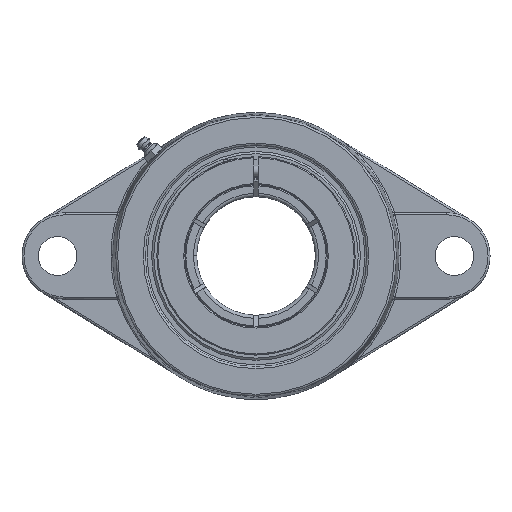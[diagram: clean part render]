
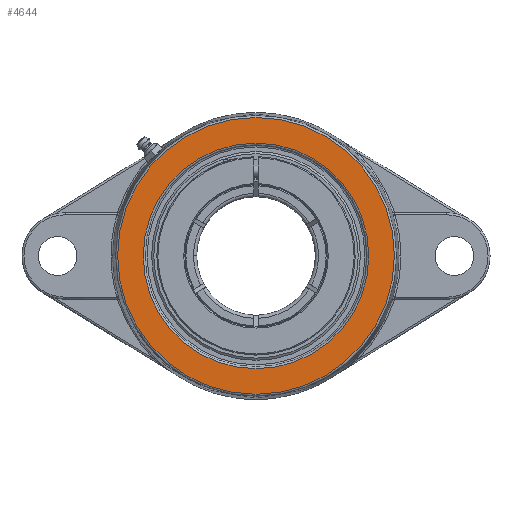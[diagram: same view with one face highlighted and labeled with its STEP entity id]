
A CAD part, top view. The second image highlights one B-rep face of the part: STEP entity #4644.
In plain terms, the highlighted planar face has unit normal (0, 0, 1).
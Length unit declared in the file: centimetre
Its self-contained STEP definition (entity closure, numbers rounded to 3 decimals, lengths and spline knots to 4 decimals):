
#4592=CARTESIAN_POINT('',(-6.4174,0.,4.3));
#4593=VERTEX_POINT('',#4592);
#4605=CARTESIAN_POINT('',(0.,6.4174,4.3));
#4606=VERTEX_POINT('',#4605);
#4607=CARTESIAN_POINT('',(0.,0.,4.3));
#4608=DIRECTION('',(-0.,0.,-1.));
#4609=DIRECTION('',(-0.,-1.,0.));
#4610=AXIS2_PLACEMENT_3D('',#4607,#4608,#4609);
#4611=CIRCLE('',#4610,6.4174);
#4612=EDGE_CURVE('',#4593,#4606,#4611,.T.);
#4614=CARTESIAN_POINT('',(0.,0.,4.3));
#4615=DIRECTION('',(-0.,0.,-1.));
#4616=DIRECTION('',(-0.,-1.,0.));
#4617=AXIS2_PLACEMENT_3D('',#4614,#4615,#4616);
#4618=CIRCLE('',#4617,6.4174);
#4619=EDGE_CURVE('',#4606,#4593,#4618,.T.);
#4624=CARTESIAN_POINT('',(0.,-0.,4.3));
#4625=DIRECTION('',(0.,0.,1.));
#4626=DIRECTION('',(1.,0.,0.));
#4627=AXIS2_PLACEMENT_3D('',#4624,#4625,#4626);
#4628=PLANE('',#4627);
#4629=CARTESIAN_POINT('',(0.,-5.2301,4.3));
#4630=VERTEX_POINT('',#4629);
#4631=CARTESIAN_POINT('',(0.,0.,4.3));
#4632=DIRECTION('',(0.,-0.,1.));
#4633=DIRECTION('',(0.,1.,0.));
#4634=AXIS2_PLACEMENT_3D('',#4631,#4632,#4633);
#4635=CIRCLE('',#4634,5.2301);
#4636=EDGE_CURVE('',#4630,#4630,#4635,.T.);
#4637=ORIENTED_EDGE('',*,*,#4636,.F.);
#4638=EDGE_LOOP('',(#4637));
#4639=FACE_BOUND('',#4638,.T.);
#4640=ORIENTED_EDGE('',*,*,#4612,.F.);
#4641=ORIENTED_EDGE('',*,*,#4619,.F.);
#4642=EDGE_LOOP('',(#4640,#4641));
#4643=FACE_BOUND('',#4642,.T.);
#4644=ADVANCED_FACE('',(#4639,#4643),#4628,.T.);
